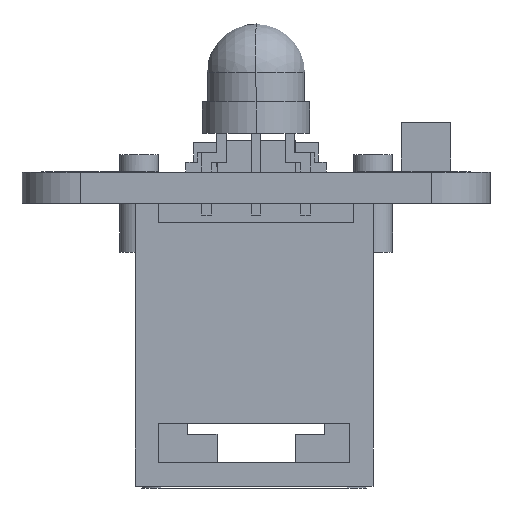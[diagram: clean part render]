
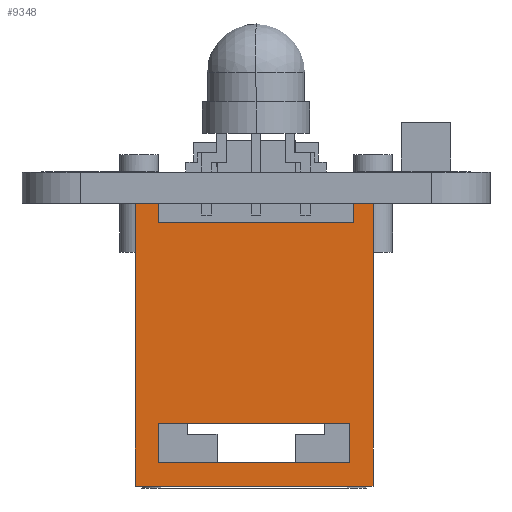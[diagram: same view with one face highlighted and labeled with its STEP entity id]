
A CAD part, left-side view. The second image highlights one B-rep face of the part: STEP entity #9348.
In plain terms, the highlighted planar face has unit normal (-1, 0, 0).
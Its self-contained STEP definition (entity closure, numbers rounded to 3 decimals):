
#117 = DIRECTION ( 'NONE',  ( 0., 0., -1. ) ) ;
#206 = CARTESIAN_POINT ( 'NONE',  ( 14.46, -5., -0.8 ) ) ;
#307 = DIRECTION ( 'NONE',  ( 0., 0., 1. ) ) ;
#355 = VECTOR ( 'NONE', #473, 1000. ) ;
#419 = LINE ( 'NONE', #9705, #5193 ) ;
#473 = DIRECTION ( 'NONE',  ( 0., 0., 1. ) ) ;
#530 = ORIENTED_EDGE ( 'NONE', *, *, #5709, .F. ) ;
#575 = CARTESIAN_POINT ( 'NONE',  ( 14.46, -5., -1.8 ) ) ;
#707 = EDGE_CURVE ( 'NONE', #10040, #2276, #10390, .T. ) ;
#725 = VECTOR ( 'NONE', #5502, 1000. ) ;
#834 = LINE ( 'NONE', #2544, #5572 ) ;
#1153 = EDGE_CURVE ( 'NONE', #2276, #4923, #834, .T. ) ;
#1202 = CARTESIAN_POINT ( 'NONE',  ( 14.46, -4.8, -14.1 ) ) ;
#1285 = DIRECTION ( 'NONE',  ( -1., 0., 0. ) ) ;
#1417 = ORIENTED_EDGE ( 'NONE', *, *, #8790, .F. ) ;
#1629 = ORIENTED_EDGE ( 'NONE', *, *, #1153, .T. ) ;
#1748 = LINE ( 'NONE', #10269, #5358 ) ;
#1770 = CARTESIAN_POINT ( 'NONE',  ( 14.46, 5., -1.8 ) ) ;
#1807 = ORIENTED_EDGE ( 'NONE', *, *, #8537, .F. ) ;
#1826 = CARTESIAN_POINT ( 'NONE',  ( 14.46, -6., -0.8 ) ) ;
#1899 = EDGE_CURVE ( 'NONE', #10040, #7516, #8648, .T. ) ;
#2076 = ORIENTED_EDGE ( 'NONE', *, *, #7775, .F. ) ;
#2127 = DIRECTION ( 'NONE',  ( 0., -1., 0. ) ) ;
#2276 = VERTEX_POINT ( 'NONE', #3391 ) ;
#2331 = EDGE_LOOP ( 'NONE', ( #5672, #4094, #530, #9608, #10858, #1629, #3822, #1807 ) ) ;
#2544 = CARTESIAN_POINT ( 'NONE',  ( 14.46, 6.2, -15.3 ) ) ;
#2842 = VERTEX_POINT ( 'NONE', #206 ) ;
#2878 = CARTESIAN_POINT ( 'NONE',  ( 14.46, -4.8, -12.1 ) ) ;
#3391 = CARTESIAN_POINT ( 'NONE',  ( 14.46, 6.2, -15.3 ) ) ;
#3465 = VERTEX_POINT ( 'NONE', #575 ) ;
#3745 = FACE_BOUND ( 'NONE', #4005, .T. ) ;
#3822 = ORIENTED_EDGE ( 'NONE', *, *, #11250, .F. ) ;
#3855 = ORIENTED_EDGE ( 'NONE', *, *, #6834, .F. ) ;
#3862 = DIRECTION ( 'NONE',  ( 0., 0., -1. ) ) ;
#4005 = EDGE_LOOP ( 'NONE', ( #11104, #1417, #3855, #2076 ) ) ;
#4040 = VERTEX_POINT ( 'NONE', #2878 ) ;
#4047 = DIRECTION ( 'NONE',  ( 0., 1., 0. ) ) ;
#4094 = ORIENTED_EDGE ( 'NONE', *, *, #6184, .F. ) ;
#4298 = CARTESIAN_POINT ( 'NONE',  ( 14.46, 6.2, -0.8 ) ) ;
#4532 = EDGE_CURVE ( 'NONE', #3465, #2842, #10173, .T. ) ;
#4917 = AXIS2_PLACEMENT_3D ( 'NONE', #6634, #1285, #7531 ) ;
#4923 = VERTEX_POINT ( 'NONE', #6810 ) ;
#5193 = VECTOR ( 'NONE', #11526, 1000. ) ;
#5358 = VECTOR ( 'NONE', #4047, 1000. ) ;
#5383 = CARTESIAN_POINT ( 'NONE',  ( 14.46, 6.2, -0.8 ) ) ;
#5502 = DIRECTION ( 'NONE',  ( 0., 0., -1. ) ) ;
#5572 = VECTOR ( 'NONE', #8761, 1000. ) ;
#5649 = CARTESIAN_POINT ( 'NONE',  ( 14.46, 5., -14.1 ) ) ;
#5672 = ORIENTED_EDGE ( 'NONE', *, *, #4532, .F. ) ;
#5709 = EDGE_CURVE ( 'NONE', #7516, #6981, #7831, .T. ) ;
#5818 = CARTESIAN_POINT ( 'NONE',  ( 14.46, -4.8, -14.1 ) ) ;
#6141 = VECTOR ( 'NONE', #2127, 1000. ) ;
#6184 = EDGE_CURVE ( 'NONE', #6981, #3465, #419, .T. ) ;
#6265 = VECTOR ( 'NONE', #7876, 1000. ) ;
#6316 = CARTESIAN_POINT ( 'NONE',  ( 14.46, 6.2, -0.8 ) ) ;
#6476 = EDGE_CURVE ( 'NONE', #7087, #4040, #7172, .T. ) ;
#6501 = VECTOR ( 'NONE', #10649, 1000. ) ;
#6634 = CARTESIAN_POINT ( 'NONE',  ( 14.46, 6.2, -0.8 ) ) ;
#6810 = CARTESIAN_POINT ( 'NONE',  ( 14.46, -6., -15.3 ) ) ;
#6834 = EDGE_CURVE ( 'NONE', #7716, #7494, #8561, .T. ) ;
#6981 = VERTEX_POINT ( 'NONE', #1770 ) ;
#7087 = VERTEX_POINT ( 'NONE', #8055 ) ;
#7172 = LINE ( 'NONE', #5818, #355 ) ;
#7391 = LINE ( 'NONE', #5383, #9509 ) ;
#7494 = VERTEX_POINT ( 'NONE', #7853 ) ;
#7516 = VERTEX_POINT ( 'NONE', #8680 ) ;
#7531 = DIRECTION ( 'NONE',  ( 0., 0., 1. ) ) ;
#7716 = VERTEX_POINT ( 'NONE', #9311 ) ;
#7775 = EDGE_CURVE ( 'NONE', #4040, #7716, #1748, .T. ) ;
#7800 = VECTOR ( 'NONE', #307, 1000. ) ;
#7831 = LINE ( 'NONE', #9940, #725 ) ;
#7853 = CARTESIAN_POINT ( 'NONE',  ( 14.46, 5., -14.1 ) ) ;
#7876 = DIRECTION ( 'NONE',  ( 0., -1., 0. ) ) ;
#8010 = VECTOR ( 'NONE', #117, 1000. ) ;
#8055 = CARTESIAN_POINT ( 'NONE',  ( 14.46, -4.8, -14.1 ) ) ;
#8197 = VERTEX_POINT ( 'NONE', #1826 ) ;
#8515 = LINE ( 'NONE', #1202, #6141 ) ;
#8537 = EDGE_CURVE ( 'NONE', #2842, #8197, #7391, .T. ) ;
#8561 = LINE ( 'NONE', #5649, #10941 ) ;
#8648 = LINE ( 'NONE', #11462, #6265 ) ;
#8680 = CARTESIAN_POINT ( 'NONE',  ( 14.46, 5., -0.8 ) ) ;
#8761 = DIRECTION ( 'NONE',  ( 0., -1., 0. ) ) ;
#8765 = FACE_OUTER_BOUND ( 'NONE', #2331, .T. ) ;
#8790 = EDGE_CURVE ( 'NONE', #7494, #7087, #8515, .T. ) ;
#8829 = CARTESIAN_POINT ( 'NONE',  ( 14.46, -6., -0.8 ) ) ;
#9219 = CARTESIAN_POINT ( 'NONE',  ( 14.46, -5., -1.8 ) ) ;
#9311 = CARTESIAN_POINT ( 'NONE',  ( 14.46, 5., -12.1 ) ) ;
#9348 = ADVANCED_FACE ( 'NONE', ( #3745, #8765 ), #11058, .T. ) ;
#9509 = VECTOR ( 'NONE', #9790, 1000. ) ;
#9608 = ORIENTED_EDGE ( 'NONE', *, *, #1899, .F. ) ;
#9705 = CARTESIAN_POINT ( 'NONE',  ( 14.46, 5., -1.8 ) ) ;
#9790 = DIRECTION ( 'NONE',  ( 0., -1., 0. ) ) ;
#9940 = CARTESIAN_POINT ( 'NONE',  ( 14.46, 5., -0.8 ) ) ;
#10040 = VERTEX_POINT ( 'NONE', #4298 ) ;
#10173 = LINE ( 'NONE', #9219, #7800 ) ;
#10269 = CARTESIAN_POINT ( 'NONE',  ( 14.46, -4.8, -12.1 ) ) ;
#10390 = LINE ( 'NONE', #6316, #8010 ) ;
#10649 = DIRECTION ( 'NONE',  ( 0., 0., -1. ) ) ;
#10858 = ORIENTED_EDGE ( 'NONE', *, *, #707, .T. ) ;
#10941 = VECTOR ( 'NONE', #3862, 1000. ) ;
#11058 = PLANE ( 'NONE',  #4917 ) ;
#11104 = ORIENTED_EDGE ( 'NONE', *, *, #6476, .F. ) ;
#11250 = EDGE_CURVE ( 'NONE', #8197, #4923, #11269, .T. ) ;
#11269 = LINE ( 'NONE', #8829, #6501 ) ;
#11462 = CARTESIAN_POINT ( 'NONE',  ( 14.46, 6.2, -0.8 ) ) ;
#11526 = DIRECTION ( 'NONE',  ( 0., -1., 0. ) ) ;
